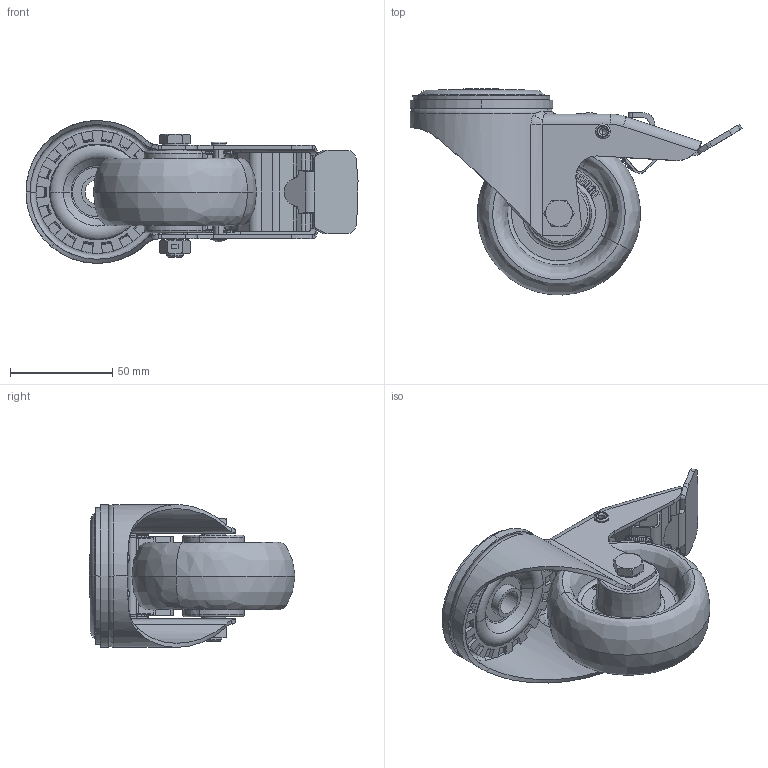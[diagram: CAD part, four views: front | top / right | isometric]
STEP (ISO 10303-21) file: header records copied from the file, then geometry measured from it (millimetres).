
FILE_DESCRIPTION (( 'STEP AP214' ), '1' );
FILE_NAME ('0056043.step', '2023-12-05T08:03:58', ( '' ), ( '' ), 'SwSTEP 2.0', 'SolidWorks 2020', '' );
FILE_SCHEMA (( 'AUTOMOTIVE_DESIGN' ));
Length unit declared in the file: millimetre
Products named in the file (1): 0056043
Bounding box: 162.71 x 100.96 x 70 mm (x, y, z)
Volume: 184595.7 mm3; surface area: 90515.7 mm2
Topology: 7 solids, 9 shells, 1304 faces, 3409 edges, 2125 vertices
Faces by surface type: plane 480, cylinder 328, bspline 263, torus 149, cone 80, sphere 4
Entity records: 67562 total; most frequent: CARTESIAN_POINT 22663, ORIENTED_EDGE 6782, DIRECTION 5912, EDGE_CURVE 3391, AXIS2_PLACEMENT_3D 2193, VERTEX_POINT 2125, LINE 1526, VECTOR 1526
